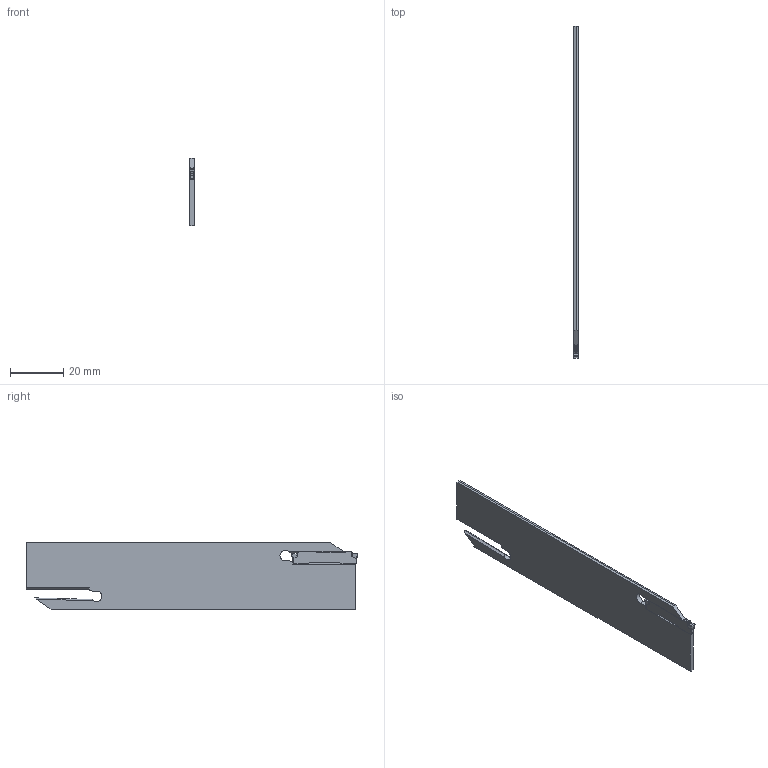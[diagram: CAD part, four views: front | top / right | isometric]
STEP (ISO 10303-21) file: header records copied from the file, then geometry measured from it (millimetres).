
FILE_DESCRIPTION(/* description */ (''),/* implementation_level */ '2;1');
FILE_NAME(/* name */ 'GL2_S26KB_202433011ndi000_03_SIM.stp',/* time_stamp */ '2024-01-29T10:35:13+01:00',/* author */ (''),/* organization */ (''),/* preprocessor_version */ 'ST-DEVELOPER v16.7',/* originating_system */ 'SIEMENS PLM Software NX 12.0',/* authorisation */ '');
FILE_SCHEMA (('AUTOMOTIVE_DESIGN { 1 0 10303 214 3 1 1 1 }'));
Length unit declared in the file: millimetre
Products named in the file (1): mp5421D4CAD40aba
Bounding box: 2 x 125 x 25.54 mm (x, y, z)
Volume: 5039.8 mm3; surface area: 6651.2 mm2
Topology: 2 solids, 2 shells, 248 faces, 622 edges, 372 vertices
Faces by surface type: bspline 119, cylinder 66, plane 53, extrusion 6, sphere 4
Entity records: 9271 total; most frequent: CARTESIAN_POINT 4395, ORIENTED_EDGE 1224, DIRECTION 710, EDGE_CURVE 612, VERTEX_POINT 368, AXIS2_PLACEMENT_3D 256, B_SPLINE_CURVE_WITH_KNOTS 250, ADVANCED_FACE 248
